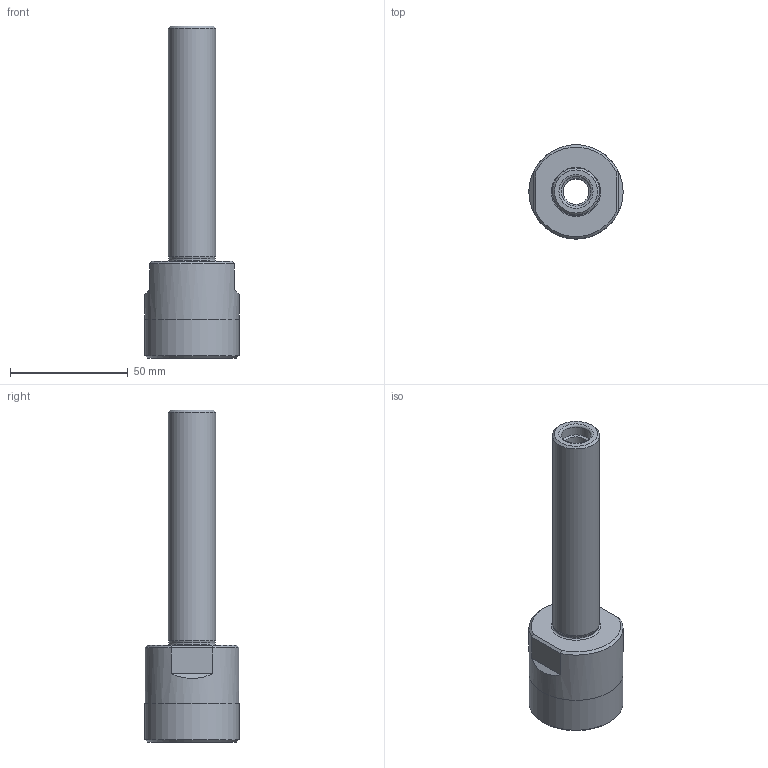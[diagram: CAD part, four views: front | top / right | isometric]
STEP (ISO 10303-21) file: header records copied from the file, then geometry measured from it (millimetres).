
FILE_DESCRIPTION(/* description */ (''),/* implementation_level */ '2;1');
FILE_NAME(/* name */ '262013260.stp',/* time_stamp */ '2021-01-19T15:26:30',/* author */ ('LRA'),/* organization */ ('REGO-FIX'),/* preprocessor_version */ ' Unknown',/* originating_system */ 'SIEMENS PLM Software Solid Edge ST10',/* authorization */ 'Unknown');
FILE_SCHEMA (('AUTOMOTIVE_DESIGN { 1 0 10303 214 2 1 1}'));
Length unit declared in the file: millimetre
Products named in the file (1): NOCUT
Bounding box: 40 x 40 x 141 mm (x, y, z)
Volume: 51384.7 mm3; surface area: 19673.4 mm2
Topology: 1 solids, 1 shells, 29 faces, 62 edges, 36 vertices
Faces by surface type: cylinder 9, plane 9, cone 8, torus 3
Full cylindrical faces by diameter (mm): 10.917 x3, 12.5 x1, 19.6 x1, 20 x1, 23.5 x1, 40 x2
Entity records: 898 total; most frequent: DIRECTION 128, CARTESIAN_POINT 117, ORIENTED_EDGE 80, AXIS2_PLACEMENT_3D 59, EDGE_LOOP 50, FACE_BOUND 50, EDGE_CURVE 40, VERTEX_POINT 32
